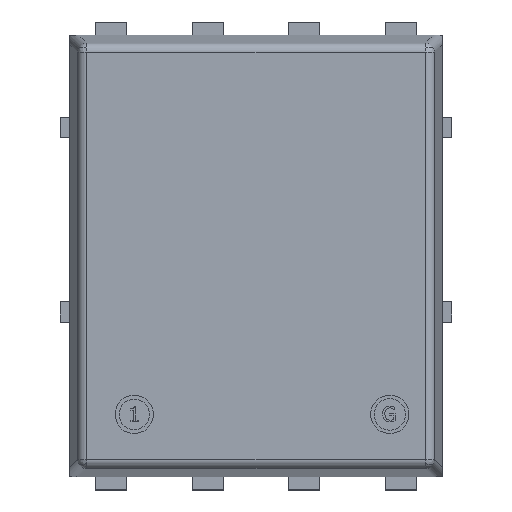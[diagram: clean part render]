
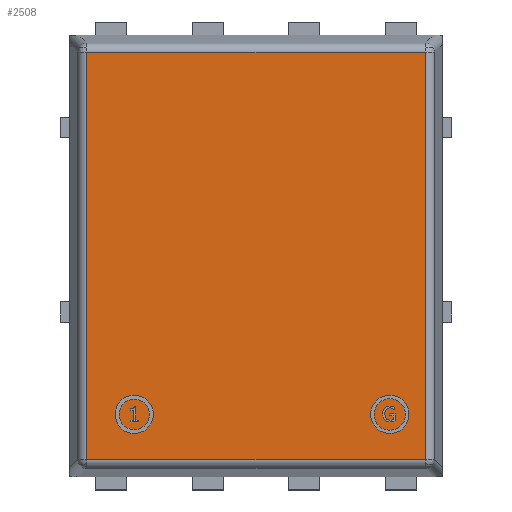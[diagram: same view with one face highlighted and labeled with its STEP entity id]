
A CAD part, top view. The second image highlights one B-rep face of the part: STEP entity #2508.
In plain terms, the highlighted planar face has unit normal (0, 0, 1).
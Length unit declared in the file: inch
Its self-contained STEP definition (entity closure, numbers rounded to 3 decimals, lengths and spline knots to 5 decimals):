
#116 = EDGE_CURVE ( 'NONE', #539, #2428, #6140, .T. ) ;
#248 = VECTOR ( 'NONE', #1797, 39.37008 ) ;
#414 = EDGE_CURVE ( 'NONE', #8216, #7515, #1397, .T. ) ;
#539 = VERTEX_POINT ( 'NONE', #4309 ) ;
#1326 = ORIENTED_EDGE ( 'NONE', *, *, #1532, .F. ) ;
#1397 = LINE ( 'NONE', #4616, #5918 ) ;
#1532 = EDGE_CURVE ( 'NONE', #7515, #539, #2127, .T. ) ;
#1715 = LINE ( 'NONE', #6143, #248 ) ;
#1797 = DIRECTION ( 'NONE',  ( 0., 1., 0. ) ) ;
#2127 = LINE ( 'NONE', #4706, #7641 ) ;
#2226 = ORIENTED_EDGE ( 'NONE', *, *, #414, .F. ) ;
#2428 = VERTEX_POINT ( 'NONE', #3813 ) ;
#2508 = ADVANCED_FACE ( 'NONE', ( #7373 ), #7216, .T. ) ;
#2750 = CARTESIAN_POINT ( 'NONE',  ( 0., 0., 0.04331 ) ) ;
#2833 = DIRECTION ( 'NONE',  ( 0., 0., 1. ) ) ;
#3196 = VECTOR ( 'NONE', #5555, 39.37008 ) ;
#3413 = DIRECTION ( 'NONE',  ( 1., 0., 0. ) ) ;
#3540 = CARTESIAN_POINT ( 'NONE',  ( -0.08765, 0.10536, 0.04331 ) ) ;
#3603 = CARTESIAN_POINT ( 'NONE',  ( -0.02411, -0.10536, 0.04331 ) ) ;
#3813 = CARTESIAN_POINT ( 'NONE',  ( -0.08765, -0.10536, 0.04331 ) ) ;
#3983 = DIRECTION ( 'NONE',  ( 0., -1., 0. ) ) ;
#4131 = CARTESIAN_POINT ( 'NONE',  ( 0.08765, 0.10536, 0.04331 ) ) ;
#4309 = CARTESIAN_POINT ( 'NONE',  ( 0.08765, -0.10536, 0.04331 ) ) ;
#4386 = EDGE_LOOP ( 'NONE', ( #7840, #1326, #2226, #8094 ) ) ;
#4616 = CARTESIAN_POINT ( 'NONE',  ( 0.02411, 0.10536, 0.04331 ) ) ;
#4706 = CARTESIAN_POINT ( 'NONE',  ( 0.08765, -0.02854, 0.04331 ) ) ;
#4924 = AXIS2_PLACEMENT_3D ( 'NONE', #2750, #2833, #5456 ) ;
#5456 = DIRECTION ( 'NONE',  ( 1., 0., 0. ) ) ;
#5555 = DIRECTION ( 'NONE',  ( -1., 0., 0. ) ) ;
#5918 = VECTOR ( 'NONE', #3413, 39.37008 ) ;
#6140 = LINE ( 'NONE', #3603, #3196 ) ;
#6143 = CARTESIAN_POINT ( 'NONE',  ( -0.08765, 0.02854, 0.04331 ) ) ;
#6921 = EDGE_CURVE ( 'NONE', #2428, #8216, #1715, .T. ) ;
#7216 = PLANE ( 'NONE',  #4924 ) ;
#7373 = FACE_OUTER_BOUND ( 'NONE', #4386, .T. ) ;
#7515 = VERTEX_POINT ( 'NONE', #4131 ) ;
#7641 = VECTOR ( 'NONE', #3983, 39.37008 ) ;
#7840 = ORIENTED_EDGE ( 'NONE', *, *, #116, .F. ) ;
#8094 = ORIENTED_EDGE ( 'NONE', *, *, #6921, .F. ) ;
#8216 = VERTEX_POINT ( 'NONE', #3540 ) ;
